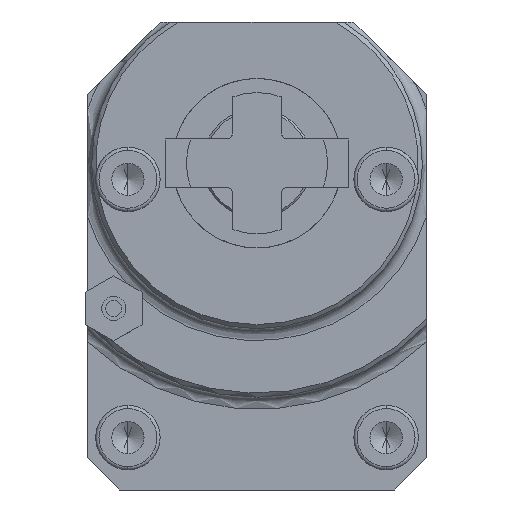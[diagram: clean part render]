
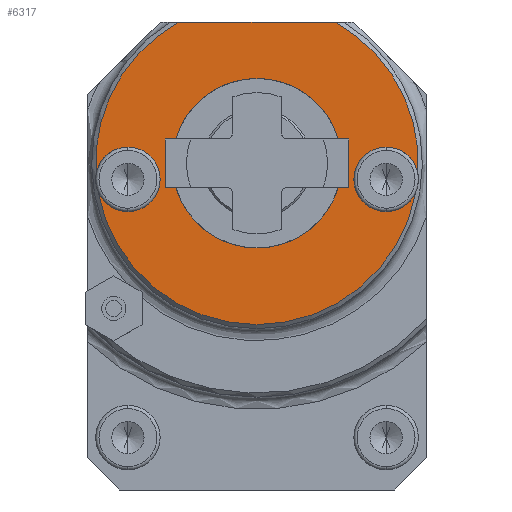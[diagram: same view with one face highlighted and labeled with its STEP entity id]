
A CAD part, left-side view. The second image highlights one B-rep face of the part: STEP entity #6317.
In plain terms, the highlighted planar face has unit normal (-1, 0, 0).
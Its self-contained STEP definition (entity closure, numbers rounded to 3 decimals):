
#1475=CARTESIAN_POINT('',(-78.5,0.,36.));
#1476=DIRECTION('',(-1.,0.,0.));
#1477=DIRECTION('',(0.,-0.998,-0.069));
#1478=AXIS2_PLACEMENT_3D('',#1475,#1476,#1477);
#1485=CARTESIAN_POINT('',(-78.5,0.,36.));
#1486=DIRECTION('',(-1.,0.,0.));
#1487=DIRECTION('',(0.,0.484,0.875));
#1488=AXIS2_PLACEMENT_3D('',#1485,#1486,#1487);
#1495=CARTESIAN_POINT('',(-78.5,0.,36.));
#1496=DIRECTION('',(-1.,0.,0.));
#1497=DIRECTION('',(0.,0.984,-0.179));
#1498=AXIS2_PLACEMENT_3D('',#1495,#1496,#1497);
#1505=CARTESIAN_POINT('',(-78.5,-32.,32.));
#1506=DIRECTION('',(1.,0.,0.));
#1507=DIRECTION('',(0.,0.,1.));
#1508=AXIS2_PLACEMENT_3D('',#1505,#1506,#1507);
#1510=CARTESIAN_POINT('',(-78.5,-32.,32.));
#1511=DIRECTION('',(1.,0.,0.));
#1512=DIRECTION('',(0.,0.,-1.));
#1513=AXIS2_PLACEMENT_3D('',#1510,#1511,#1512);
#1515=CARTESIAN_POINT('',(-78.5,-32.,32.));
#1516=DIRECTION('',(1.,0.,0.));
#1517=DIRECTION('',(0.,-0.92,-0.393));
#1518=AXIS2_PLACEMENT_3D('',#1515,#1516,#1517);
#1520=CARTESIAN_POINT('',(-78.5,32.,32.));
#1521=DIRECTION('',(1.,0.,0.));
#1522=DIRECTION('',(0.,0.,-1.));
#1523=AXIS2_PLACEMENT_3D('',#1520,#1521,#1522);
#1525=CARTESIAN_POINT('',(-78.5,32.,32.));
#1526=DIRECTION('',(1.,0.,0.));
#1527=DIRECTION('',(0.,0.,1.));
#1528=AXIS2_PLACEMENT_3D('',#1525,#1526,#1527);
#1530=CARTESIAN_POINT('',(-78.5,32.,32.));
#1531=DIRECTION('',(1.,0.,0.));
#1532=DIRECTION('',(0.,0.988,0.154));
#1533=AXIS2_PLACEMENT_3D('',#1530,#1531,#1532);
#1535=DIRECTION('',(0.,-1.,0.));
#1536=VECTOR('',#1535,38.73);
#1537=CARTESIAN_POINT('',(-78.5,19.365,71.));
#1538=LINE('',#1537,#1536);
#1539=CARTESIAN_POINT('',(-78.5,0.,36.));
#1540=DIRECTION('',(1.,0.,0.));
#1541=DIRECTION('',(0.,0.,1.));
#1542=AXIS2_PLACEMENT_3D('',#1539,#1540,#1541);
#1544=CARTESIAN_POINT('',(-78.5,0.,36.));
#1545=DIRECTION('',(1.,0.,0.));
#1546=DIRECTION('',(0.,0.,-1.));
#1547=AXIS2_PLACEMENT_3D('',#1544,#1545,#1546);
#3834=CARTESIAN_POINT('',(-78.5,19.365,71.));
#3835=CARTESIAN_POINT('',(-78.5,-19.365,71.));
#3836=VERTEX_POINT('',#3834);
#3837=VERTEX_POINT('',#3835);
#3909=CARTESIAN_POINT('',(-78.5,0.,57.));
#3910=CARTESIAN_POINT('',(-78.5,0.,15.));
#3911=VERTEX_POINT('',#3909);
#3912=VERTEX_POINT('',#3910);
#4109=CARTESIAN_POINT('',(-78.5,32.,40.));
#4110=CARTESIAN_POINT('',(-78.5,32.,24.));
#4111=VERTEX_POINT('',#4109);
#4112=VERTEX_POINT('',#4110);
#4113=CARTESIAN_POINT('',(-78.5,39.357,28.858));
#4114=VERTEX_POINT('',#4113);
#4115=CARTESIAN_POINT('',(-78.5,39.904,33.234));
#4116=VERTEX_POINT('',#4115);
#4143=CARTESIAN_POINT('',(-78.5,-32.,40.));
#4144=CARTESIAN_POINT('',(-78.5,-39.904,33.234));
#4145=VERTEX_POINT('',#4143);
#4146=VERTEX_POINT('',#4144);
#4147=CARTESIAN_POINT('',(-78.5,-39.357,28.858));
#4148=CARTESIAN_POINT('',(-78.5,-32.,24.));
#4149=VERTEX_POINT('',#4147);
#4150=VERTEX_POINT('',#4148);
#6290=CARTESIAN_POINT('',(-78.5,0.,0.));
#6291=DIRECTION('',(1.,0.,0.));
#6292=DIRECTION('',(0.,1.,0.));
#6293=AXIS2_PLACEMENT_3D('',#6290,#6291,#6292);
#6294=PLANE('',#6293);
#6295=ORIENTED_EDGE('',*,*,#6276,.F.);
#6297=ORIENTED_EDGE('',*,*,#6296,.F.);
#6298=ORIENTED_EDGE('',*,*,#6279,.F.);
#6299=ORIENTED_EDGE('',*,*,#6255,.F.);
#6301=ORIENTED_EDGE('',*,*,#6300,.F.);
#6303=ORIENTED_EDGE('',*,*,#6302,.F.);
#6305=ORIENTED_EDGE('',*,*,#6304,.F.);
#6306=ORIENTED_EDGE('',*,*,#6251,.F.);
#6307=ORIENTED_EDGE('',*,*,#6217,.T.);
#6308=ORIENTED_EDGE('',*,*,#6246,.F.);
#6309=EDGE_LOOP('',(#6295,#6297,#6298,#6299,#6301,#6303,#6305,#6306,#6307,
#6308));
#6310=FACE_OUTER_BOUND('',#6309,.F.);
#6312=ORIENTED_EDGE('',*,*,#6311,.F.);
#6314=ORIENTED_EDGE('',*,*,#6313,.F.);
#6315=EDGE_LOOP('',(#6312,#6314));
#6316=FACE_BOUND('',#6315,.F.);
#6317=ADVANCED_FACE('',(#6310,#6316),#6294,.F.);
#1479=CIRCLE('',#1478,40.);
#1489=CIRCLE('',#1488,40.);
#1499=CIRCLE('',#1498,40.);
#1509=CIRCLE('',#1508,8.);
#1514=CIRCLE('',#1513,8.);
#1519=CIRCLE('',#1518,8.);
#1524=CIRCLE('',#1523,8.);
#1529=CIRCLE('',#1528,8.);
#1534=CIRCLE('',#1533,8.);
#1543=CIRCLE('',#1542,21.);
#1548=CIRCLE('',#1547,21.);
#6217=EDGE_CURVE('',#3836,#3837,#1538,.T.);
#6246=EDGE_CURVE('',#4146,#3837,#1479,.T.);
#6251=EDGE_CURVE('',#3836,#4116,#1489,.T.);
#6255=EDGE_CURVE('',#4114,#4149,#1499,.T.);
#6276=EDGE_CURVE('',#4145,#4146,#1509,.T.);
#6279=EDGE_CURVE('',#4149,#4150,#1519,.T.);
#6296=EDGE_CURVE('',#4150,#4145,#1514,.T.);
#6300=EDGE_CURVE('',#4112,#4114,#1524,.T.);
#6302=EDGE_CURVE('',#4111,#4112,#1529,.T.);
#6304=EDGE_CURVE('',#4116,#4111,#1534,.T.);
#6311=EDGE_CURVE('',#3911,#3912,#1543,.T.);
#6313=EDGE_CURVE('',#3912,#3911,#1548,.T.);
